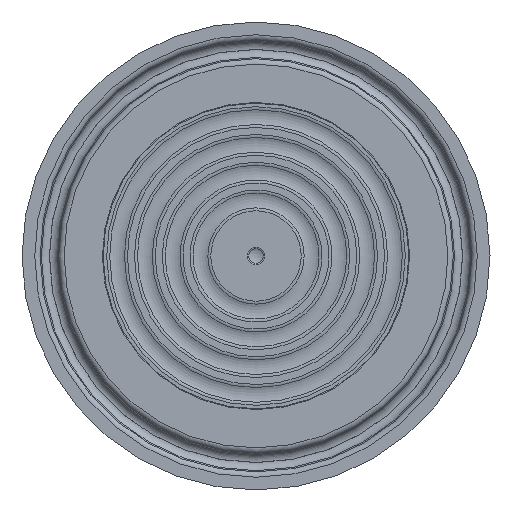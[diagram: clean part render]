
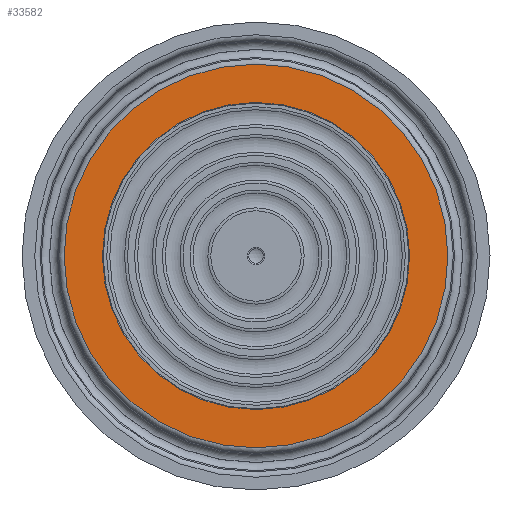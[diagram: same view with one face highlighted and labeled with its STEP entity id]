
A CAD part, left-side view. The second image highlights one B-rep face of the part: STEP entity #33582.
In plain terms, the highlighted planar face has unit normal (-1, 0, 0).
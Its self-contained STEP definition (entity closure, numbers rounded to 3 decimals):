
#833=FACE_BOUND('',#5594,.T.);
#1868=PLANE('',#35940);
#3644=FACE_OUTER_BOUND('',#5593,.T.);
#5593=EDGE_LOOP('',(#31385));
#5594=EDGE_LOOP('',(#31386));
#6393=CIRCLE('',#35937,21.);
#6395=CIRCLE('',#35941,26.242);
#16729=VERTEX_POINT('',#94732);
#16731=VERTEX_POINT('',#94739);
#21625=EDGE_CURVE('',#16729,#16729,#6393,.T.);
#21628=EDGE_CURVE('',#16731,#16731,#6395,.T.);
#31385=ORIENTED_EDGE('',*,*,#21628,.F.);
#31386=ORIENTED_EDGE('',*,*,#21625,.T.);
#33582=ADVANCED_FACE('',(#3644,#833),#1868,.T.);
#35937=AXIS2_PLACEMENT_3D('',#94733,#43547,#43548);
#35940=AXIS2_PLACEMENT_3D('',#94738,#43554,#43555);
#35941=AXIS2_PLACEMENT_3D('',#94740,#43556,#43557);
#43547=DIRECTION('center_axis',(1.,0.,0.));
#43548=DIRECTION('ref_axis',(0.,1.,0.));
#43554=DIRECTION('center_axis',(-1.,0.,0.));
#43555=DIRECTION('ref_axis',(0.,0.,1.));
#43556=DIRECTION('center_axis',(1.,0.,0.));
#43557=DIRECTION('ref_axis',(0.,0.,-1.));
#94732=CARTESIAN_POINT('',(0.,-21.,0.));
#94733=CARTESIAN_POINT('Origin',(0.,0.,
0.));
#94738=CARTESIAN_POINT('Origin',(0.,26.242,
0.));
#94739=CARTESIAN_POINT('',(0.,0.,
26.242));
#94740=CARTESIAN_POINT('Origin',(0.,0.,
0.));
